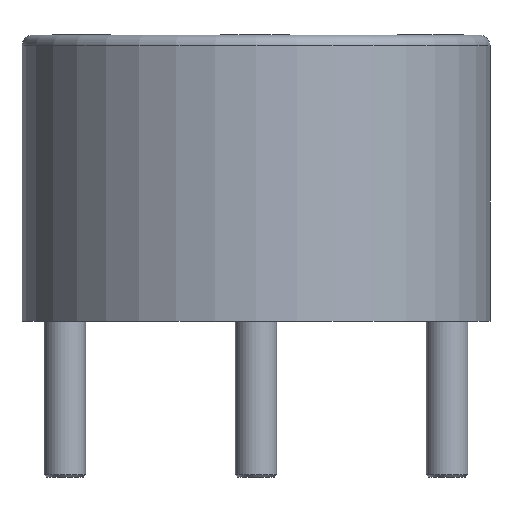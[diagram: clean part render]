
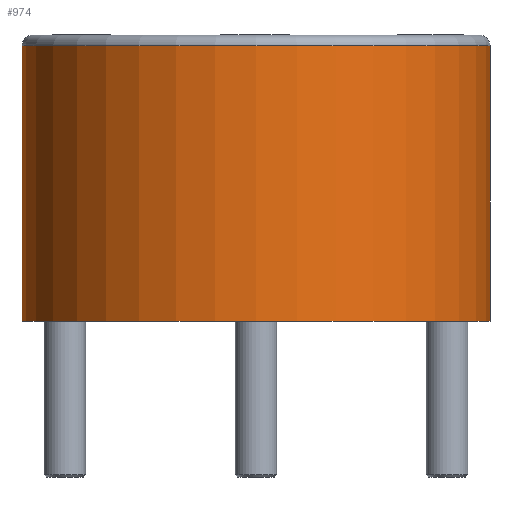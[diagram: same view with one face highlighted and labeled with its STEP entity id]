
A CAD part, front view. The second image highlights one B-rep face of the part: STEP entity #974.
In plain terms, the highlighted cylindrical face has radius 4.5 mm (diameter 9 mm), a full revolution.
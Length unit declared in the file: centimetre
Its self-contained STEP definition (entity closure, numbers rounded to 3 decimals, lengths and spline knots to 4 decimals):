
#299=CYLINDRICAL_SURFACE('',#1029,0.45);
#312=VERTEX_POINT('',#1068);
#386=VERTEX_POINT('',#1438);
#399=CIRCLE('',#1000,0.45);
#401=CIRCLE('',#1028,0.45);
#414=EDGE_CURVE('',#312,#312,#399,.T.);
#524=EDGE_CURVE('',#386,#386,#401,.T.);
#769=ORIENTED_EDGE('',*,*,#414,.T.);
#770=ORIENTED_EDGE('',*,*,#524,.F.);
#843=EDGE_LOOP('',(#769));
#844=EDGE_LOOP('',(#770));
#917=FACE_BOUND('',#843,.T.);
#918=FACE_BOUND('',#844,.T.);
#974=ADVANCED_FACE('',(#917,#918),#299,.T.);
#1000=AXIS2_PLACEMENT_3D('',#1067,#1485,#1486);
#1028=AXIS2_PLACEMENT_3D('',#1437,#1591,#1592);
#1029=AXIS2_PLACEMENT_3D('',#1439,#1593,#1594);
#1067=CARTESIAN_POINT('',(0.,0.,0.));
#1068=CARTESIAN_POINT('',(0.45,0.,0.));
#1437=CARTESIAN_POINT('',(0.,0.,0.53));
#1438=CARTESIAN_POINT('',(0.45,0.,0.53));
#1439=CARTESIAN_POINT('',(0.,0.,0.));
#1485=DIRECTION('',(0.,0.,1.));
#1486=DIRECTION('',(0.45,0.,0.));
#1591=DIRECTION('',(0.,0.,1.));
#1592=DIRECTION('',(-0.45,0.,0.));
#1593=DIRECTION('',(0.,0.,1.));
#1594=DIRECTION('',(0.45,0.,0.));
